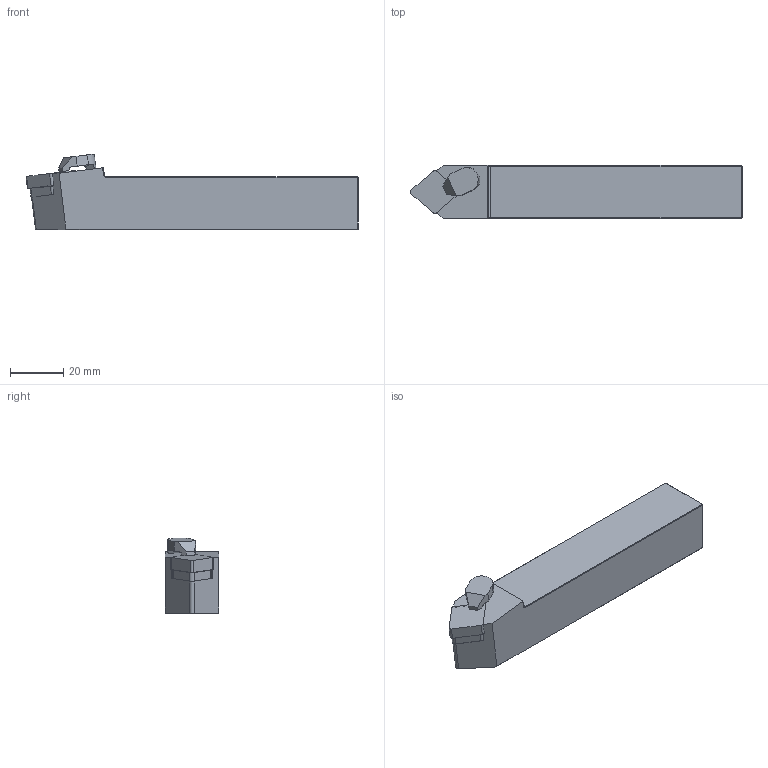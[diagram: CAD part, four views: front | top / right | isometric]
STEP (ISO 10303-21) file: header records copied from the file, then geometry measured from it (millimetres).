
FILE_DESCRIPTION(/* description */ (''),/* implementation_level */ '2;1');
FILE_NAME(/* name */ 'PCMNN-2020-K12C.stp',/* time_stamp */ '2023-10-02T11:20:14+03:00',/* author */ (''),/* organization */ (''),/* preprocessor_version */ 'ST-DEVELOPER v19.4',/* originating_system */ 'SIEMENS PLM Software NX2306.3001',/* authorisation */ '');
FILE_SCHEMA (('AUTOMOTIVE_DESIGN { 1 0 10303 214 3 1 1 1 }'));
Length unit declared in the file: millimetre
Products named in the file (1): PCMNN-2020-K12C
Bounding box: 124.56 x 20 x 28.43 mm (x, y, z)
Volume: 48081.5 mm3; surface area: 11125 mm2
Topology: 2 solids, 2 shells, 65 faces, 162 edges, 102 vertices
Faces by surface type: plane 49, cylinder 14, cone 2
Entity records: 2020 total; most frequent: CARTESIAN_POINT 348, DIRECTION 326, ORIENTED_EDGE 324, EDGE_CURVE 162, LINE 126, VECTOR 126, VERTEX_POINT 102, AXIS2_PLACEMENT_3D 100
